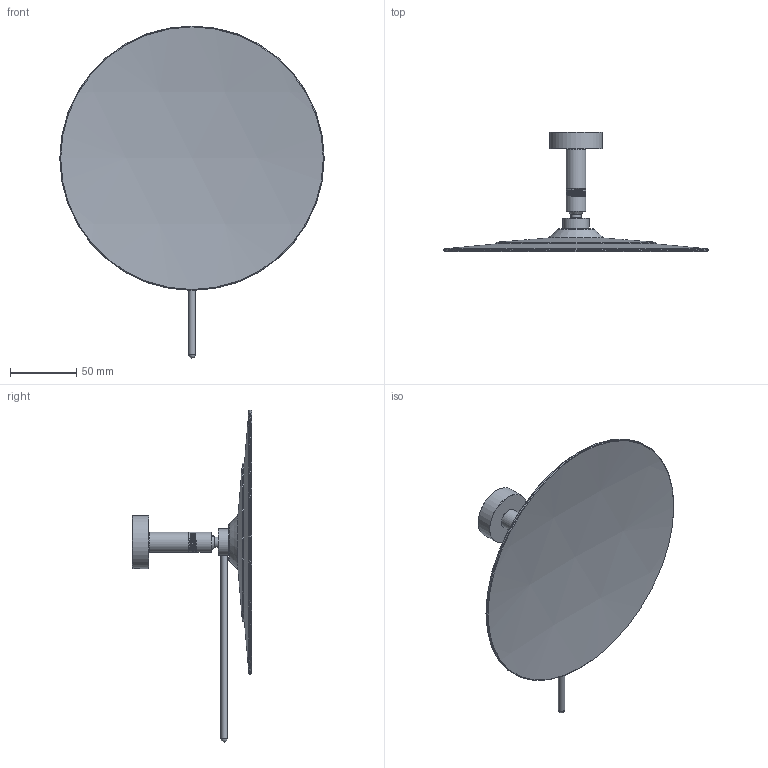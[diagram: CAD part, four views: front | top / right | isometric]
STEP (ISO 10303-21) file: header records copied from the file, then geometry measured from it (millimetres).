
FILE_DESCRIPTION(/* description */ ('Unknown'),/* implementation_level */ '2;1');
FILE_NAME(/* name */ 'CBA20-00',/* time_stamp */ '2025-08-01T12:36:46+02:00',/* author */ ('Unknown'),/* organization */ ('Unknown'),/* preprocessor_version */ 'ST-DEVELOPER v19.4',/* originating_system */ 'Solid Edge',/* authorisation */ 'Unknown');
FILE_SCHEMA (('AUTOMOTIVE_DESIGN {1 0 10303 214 3 1 1}'));
Length unit declared in the file: millimetre
Products named in the file (14): CBA20-00; CBA01-001_oa_0; CBA01-07; CBA20-002_oa_1; CBA01-01; CBA20-01; CBA20-001; CBA20-02; CBA20-07; CBA20-06; CBA20-05; CBA20-04; CBA20-03; CBA20-11
Assembly tree (13 placements, depth 3):
  CBA20-00
    CBA01-001_oa_0
      CBA01-07
    CBA20-002_oa_1
      CBA01-01
      CBA20-01
    CBA20-001
      CBA20-02
      CBA20-07
      CBA20-06
      CBA20-05
      CBA20-04
      CBA20-03
      CBA20-11
Bounding box: 199.88 x 90 x 250.94 mm (x, y, z)
Volume: 93160.7 mm3; surface area: 102650.1 mm2
Topology: 10 solids, 10 shells, 205 faces, 499 edges, 319 vertices
Faces by surface type: plane 63, cylinder 59, bspline 29, cone 28, torus 22, sphere 4
Full cylindrical faces by diameter (mm): 4.25 x1, 4.917 x1, 5 x5, 7.8 x1, 10 x5, 10.2 x1, 10.5 x1, 11 x1, 11.9 x1, 12 x1, 12.2 x1, 12.917 x1, 13 x1, 15 x2, 20 x2, 32.2 x1, 40 x1
Entity records: 28278 total; most frequent: CARTESIAN_POINT 24166, ORIENTED_EDGE 744, DIRECTION 722, EDGE_CURVE 372, AXIS2_PLACEMENT_3D 317, EDGE_LOOP 285, FACE_BOUND 285, VERTEX_POINT 269
